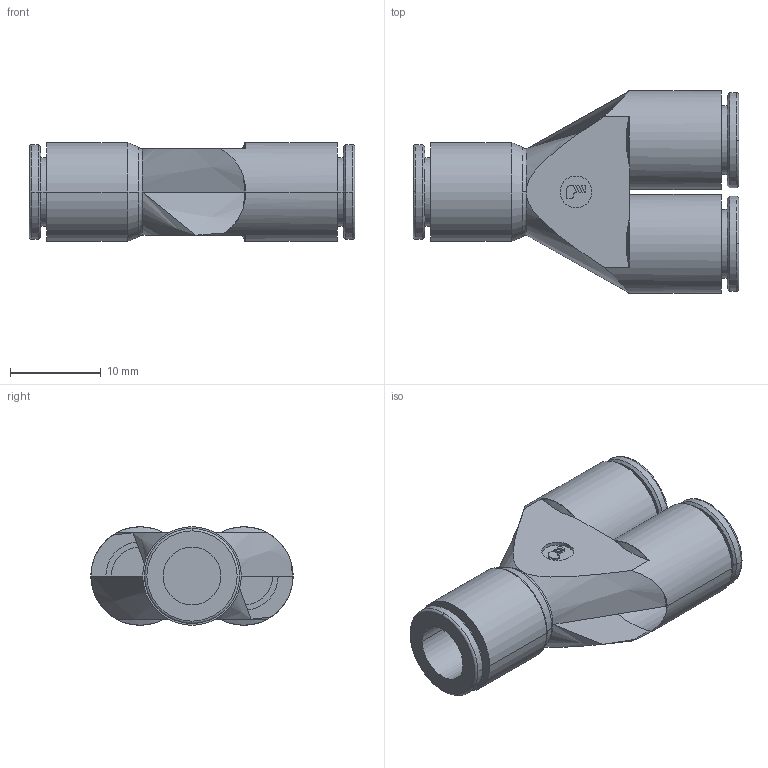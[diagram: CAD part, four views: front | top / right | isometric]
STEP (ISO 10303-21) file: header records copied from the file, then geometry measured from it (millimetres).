
FILE_DESCRIPTION(('STEP AP214'),'1');
FILE_NAME('6340_56_00WP2.stp','2016-07-07T14:18:35',('TraceParts'),('TraceParts S.A.'),'Spatial InterOp 3D',' ',' ');
FILE_SCHEMA(('automotive_design'));
Length unit declared in the file: millimetre
Products named in the file (1): 1
Bounding box: 35.82 x 22.25 x 10.85 mm (x, y, z)
Volume: 3846.7 mm3; surface area: 2908.7 mm2
Topology: 1 solids, 1 shells, 104 faces, 250 edges, 161 vertices
Faces by surface type: cylinder 32, plane 32, torus 20, cone 20
Entity records: 3306 total; most frequent: CARTESIAN_POINT 800, DIRECTION 565, ORIENTED_EDGE 500, EDGE_CURVE 250, AXIS2_PLACEMENT_3D 238, VERTEX_POINT 161, CIRCLE 133, EDGE_LOOP 117
